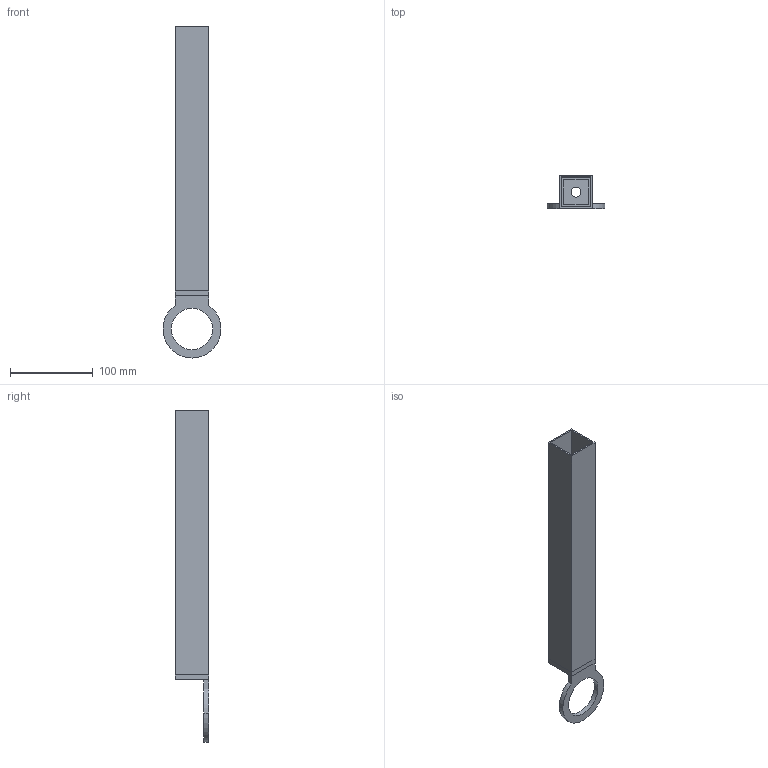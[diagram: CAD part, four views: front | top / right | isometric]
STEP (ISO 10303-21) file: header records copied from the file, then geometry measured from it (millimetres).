
FILE_DESCRIPTION (( 'STEP AP203' ), '1' );
FILE_NAME ('扥坫裝3.STEP', '2021-04-02T06:39:17', ( '' ), ( '' ), 'SwSTEP 2.0', 'SolidWorks 2016', '' );
FILE_SCHEMA (( 'CONFIG_CONTROL_DESIGN' ));
Length unit declared in the file: millimetre
Products named in the file (4): 扥坫裝3; 源奪3ㄗ52ㄘ; 藺傷蛌諉啣; 藺傷猾啣
Assembly tree (3 placements, depth 2):
  扥坫裝3
    源奪3ㄗ52ㄘ
    藺傷猾啣
    藺傷蛌諉啣
Bounding box: 70 x 40 x 401 mm (x, y, z)
Volume: 125529.8 mm3; surface area: 112984.6 mm2
Topology: 3 solids, 3 shells, 38 faces, 90 edges, 60 vertices
Faces by surface type: plane 31, cylinder 7
Entity records: 1514 total; most frequent: CARTESIAN_POINT 194, DIRECTION 192, ORIENTED_EDGE 180, EDGE_CURVE 90, VECTOR 76, LINE 76, VERTEX_POINT 60, AXIS2_PLACEMENT_3D 58
